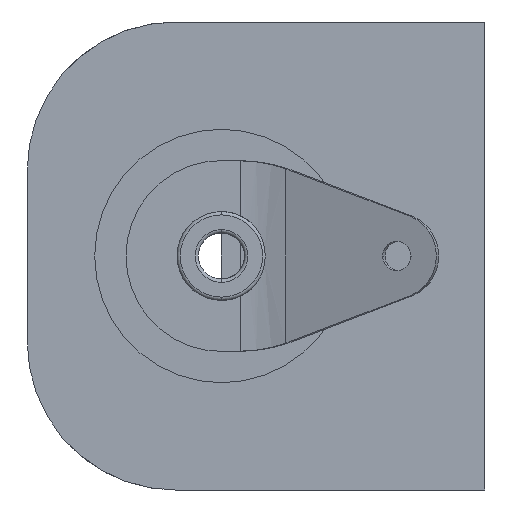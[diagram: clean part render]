
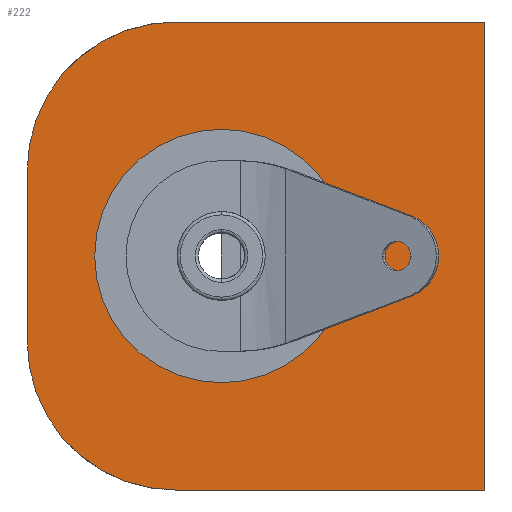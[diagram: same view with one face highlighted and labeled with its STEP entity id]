
A CAD part, left-side view. The second image highlights one B-rep face of the part: STEP entity #222.
In plain terms, the highlighted planar face has unit normal (-1, 0, 0).
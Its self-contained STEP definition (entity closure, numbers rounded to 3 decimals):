
#134 = EDGE_CURVE ( 'NONE', #4966, #5164, #3493, .T. ) ;
#144 = VERTEX_POINT ( 'NONE', #6500 ) ;
#151 = CARTESIAN_POINT ( 'NONE',  ( -18.44, 9.4, 2.61 ) ) ;
#222 = ADVANCED_FACE ( 'NONE', ( #763, #1841 ), #5335, .T. ) ;
#302 = CARTESIAN_POINT ( 'NONE',  ( -18.44, 13.9, 2.61 ) ) ;
#417 = DIRECTION ( 'NONE',  ( -1., 0., 0. ) ) ;
#763 = FACE_BOUND ( 'NONE', #2921, .T. ) ;
#845 = VERTEX_POINT ( 'NONE', #5237 ) ;
#973 = VECTOR ( 'NONE', #5919, 1000. ) ;
#1010 = EDGE_CURVE ( 'NONE', #2327, #5613, #2516, .T. ) ;
#1046 = CARTESIAN_POINT ( 'NONE',  ( -18.44, 9.4, 7.11 ) ) ;
#1097 = DIRECTION ( 'NONE',  ( 1., 0., 0. ) ) ;
#1166 = DIRECTION ( 'NONE',  ( 1., 0., 0. ) ) ;
#1208 = DIRECTION ( 'NONE',  ( 1., 0., 0. ) ) ;
#1367 = EDGE_CURVE ( 'NONE', #845, #2327, #3369, .T. ) ;
#1389 = AXIS2_PLACEMENT_3D ( 'NONE', #6101, #1208, #6152 ) ;
#1452 = DIRECTION ( 'NONE',  ( 0., 0., -1. ) ) ;
#1458 = DIRECTION ( 'NONE',  ( 0., -1., 0. ) ) ;
#1674 = ORIENTED_EDGE ( 'NONE', *, *, #5665, .T. ) ;
#1702 = ORIENTED_EDGE ( 'NONE', *, *, #1010, .F. ) ;
#1762 = AXIS2_PLACEMENT_3D ( 'NONE', #6216, #1166, #1902 ) ;
#1794 = CARTESIAN_POINT ( 'NONE',  ( -18.44, 13.9, -2.61 ) ) ;
#1841 = FACE_OUTER_BOUND ( 'NONE', #3287, .T. ) ;
#1902 = DIRECTION ( 'NONE',  ( 0., 0., -1. ) ) ;
#2213 = VERTEX_POINT ( 'NONE', #7812 ) ;
#2280 = DIRECTION ( 'NONE',  ( 0., 1., 0. ) ) ;
#2326 = DIRECTION ( 'NONE',  ( 0., 0., 1. ) ) ;
#2327 = VERTEX_POINT ( 'NONE', #2928 ) ;
#2392 = EDGE_CURVE ( 'NONE', #5613, #4966, #3749, .T. ) ;
#2394 = DIRECTION ( 'NONE',  ( 0., 0., 1. ) ) ;
#2516 = LINE ( 'NONE', #3489, #4259 ) ;
#2526 = ORIENTED_EDGE ( 'NONE', *, *, #1367, .F. ) ;
#2736 = CARTESIAN_POINT ( 'NONE',  ( -18.44, 0., 7.11 ) ) ;
#2871 = VECTOR ( 'NONE', #1458, 1000. ) ;
#2921 = EDGE_LOOP ( 'NONE', ( #1674, #6746 ) ) ;
#2928 = CARTESIAN_POINT ( 'NONE',  ( -18.44, 0., -7.11 ) ) ;
#2993 = CARTESIAN_POINT ( 'NONE',  ( -18.44, 9.4, -7.11 ) ) ;
#3217 = EDGE_CURVE ( 'NONE', #5164, #6768, #4815, .T. ) ;
#3282 = AXIS2_PLACEMENT_3D ( 'NONE', #7314, #417, #2326 ) ;
#3287 = EDGE_LOOP ( 'NONE', ( #5891, #6027, #3948, #5743, #1702, #2526 ) ) ;
#3307 = CARTESIAN_POINT ( 'NONE',  ( -18.44, 0., 7.11 ) ) ;
#3369 = LINE ( 'NONE', #2736, #3760 ) ;
#3489 = CARTESIAN_POINT ( 'NONE',  ( -18.44, 0., -7.11 ) ) ;
#3493 = LINE ( 'NONE', #302, #973 ) ;
#3749 = CIRCLE ( 'NONE', #3823, 4.5 ) ;
#3760 = VECTOR ( 'NONE', #1452, 1000. ) ;
#3823 = AXIS2_PLACEMENT_3D ( 'NONE', #7988, #1097, #2394 ) ;
#3948 = ORIENTED_EDGE ( 'NONE', *, *, #134, .F. ) ;
#4259 = VECTOR ( 'NONE', #2280, 1000. ) ;
#4505 = DIRECTION ( 'NONE',  ( 1., 0., 0. ) ) ;
#4554 = CARTESIAN_POINT ( 'NONE',  ( -18.44, 13.9, 2.61 ) ) ;
#4815 = CIRCLE ( 'NONE', #7505, 4.5 ) ;
#4955 = EDGE_CURVE ( 'NONE', #144, #2213, #6558, .T. ) ;
#4966 = VERTEX_POINT ( 'NONE', #1794 ) ;
#5164 = VERTEX_POINT ( 'NONE', #4554 ) ;
#5237 = CARTESIAN_POINT ( 'NONE',  ( -18.44, 0., 7.11 ) ) ;
#5332 = EDGE_CURVE ( 'NONE', #6768, #845, #7796, .T. ) ;
#5335 = PLANE ( 'NONE',  #3282 ) ;
#5571 = CIRCLE ( 'NONE', #1389, 3.85 ) ;
#5613 = VERTEX_POINT ( 'NONE', #2993 ) ;
#5665 = EDGE_CURVE ( 'NONE', #2213, #144, #5571, .T. ) ;
#5743 = ORIENTED_EDGE ( 'NONE', *, *, #2392, .F. ) ;
#5891 = ORIENTED_EDGE ( 'NONE', *, *, #5332, .F. ) ;
#5919 = DIRECTION ( 'NONE',  ( 0., 0., 1. ) ) ;
#6027 = ORIENTED_EDGE ( 'NONE', *, *, #3217, .F. ) ;
#6101 = CARTESIAN_POINT ( 'NONE',  ( -18.44, 8., 0. ) ) ;
#6152 = DIRECTION ( 'NONE',  ( 0., 0., -1. ) ) ;
#6216 = CARTESIAN_POINT ( 'NONE',  ( -18.44, 8., 0. ) ) ;
#6500 = CARTESIAN_POINT ( 'NONE',  ( -18.44, 8., -3.85 ) ) ;
#6558 = CIRCLE ( 'NONE', #1762, 3.85 ) ;
#6746 = ORIENTED_EDGE ( 'NONE', *, *, #4955, .T. ) ;
#6768 = VERTEX_POINT ( 'NONE', #1046 ) ;
#7314 = CARTESIAN_POINT ( 'NONE',  ( -18.44, 9.4, 2.61 ) ) ;
#7505 = AXIS2_PLACEMENT_3D ( 'NONE', #151, #4505, #7648 ) ;
#7648 = DIRECTION ( 'NONE',  ( 0., 0., 1. ) ) ;
#7796 = LINE ( 'NONE', #3307, #2871 ) ;
#7812 = CARTESIAN_POINT ( 'NONE',  ( -18.44, 8., 3.85 ) ) ;
#7988 = CARTESIAN_POINT ( 'NONE',  ( -18.44, 9.4, -2.61 ) ) ;
